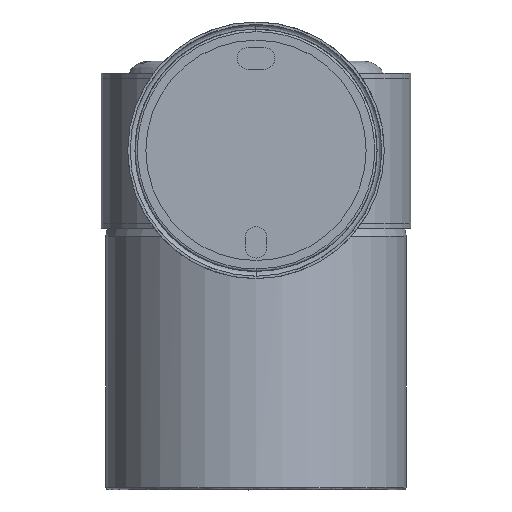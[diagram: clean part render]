
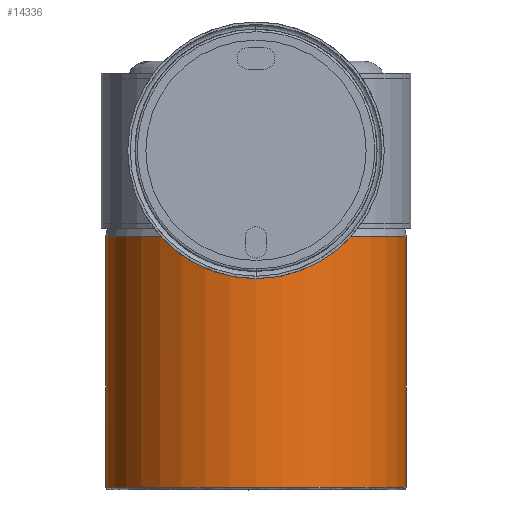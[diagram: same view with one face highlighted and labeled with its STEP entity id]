
A CAD part, top view. The second image highlights one B-rep face of the part: STEP entity #14336.
In plain terms, the highlighted cylindrical face has radius 31 mm (diameter 62 mm), a partial arc.
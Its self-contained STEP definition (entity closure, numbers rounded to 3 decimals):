
#312 = FACE_OUTER_BOUND ( 'NONE', #6626, .T. ) ;
#1947 = CARTESIAN_POINT ( 'NONE',  ( -0.5, 0., 31. ) ) ;
#2447 = CIRCLE ( 'NONE', #12990, 31. ) ;
#2629 = DIRECTION ( 'NONE',  ( 1., 0., 0. ) ) ;
#3553 = CARTESIAN_POINT ( 'NONE',  ( 0., 0., 31. ) ) ;
#3722 = CIRCLE ( 'NONE', #4025, 31. ) ;
#3913 = DIRECTION ( 'NONE',  ( 0., 0., -1. ) ) ;
#4025 = AXIS2_PLACEMENT_3D ( 'NONE', #18067, #6639, #9029 ) ;
#5036 = DIRECTION ( 'NONE',  ( 1., 0., 0. ) ) ;
#5075 = EDGE_CURVE ( 'NONE', #11125, #7262, #3722, .T. ) ;
#5128 = CARTESIAN_POINT ( 'NONE',  ( -52.301, 0., 0. ) ) ;
#5157 = LINE ( 'NONE', #8545, #9896 ) ;
#5646 = CARTESIAN_POINT ( 'NONE',  ( -52.301, 0., -31. ) ) ;
#6010 = EDGE_CURVE ( 'NONE', #7262, #8681, #2447, .T. ) ;
#6626 = EDGE_LOOP ( 'NONE', ( #17200, #18471, #15292, #17717, #16137 ) ) ;
#6639 = DIRECTION ( 'NONE',  ( -1., 0., 0. ) ) ;
#7130 = CARTESIAN_POINT ( 'NONE',  ( -0.5, 0., 0. ) ) ;
#7262 = VERTEX_POINT ( 'NONE', #14788 ) ;
#7508 = DIRECTION ( 'NONE',  ( 0., 0., -1. ) ) ;
#8545 = CARTESIAN_POINT ( 'NONE',  ( 0., 0., -31. ) ) ;
#8681 = VERTEX_POINT ( 'NONE', #11426 ) ;
#9029 = DIRECTION ( 'NONE',  ( 0., 0., -1. ) ) ;
#9896 = VECTOR ( 'NONE', #12541, 1000. ) ;
#10065 = EDGE_CURVE ( 'NONE', #13343, #12206, #16815, .T. ) ;
#10415 = DIRECTION ( 'NONE',  ( 1., 0., 0. ) ) ;
#11114 = VECTOR ( 'NONE', #2629, 1000. ) ;
#11125 = VERTEX_POINT ( 'NONE', #1947 ) ;
#11401 = DIRECTION ( 'NONE',  ( -1., 0., 0. ) ) ;
#11426 = CARTESIAN_POINT ( 'NONE',  ( -0.5, 0., -31. ) ) ;
#11747 = AXIS2_PLACEMENT_3D ( 'NONE', #16240, #10415, #7508 ) ;
#12206 = VERTEX_POINT ( 'NONE', #16241 ) ;
#12541 = DIRECTION ( 'NONE',  ( 1., 0., 0. ) ) ;
#12572 = LINE ( 'NONE', #3553, #11114 ) ;
#12990 = AXIS2_PLACEMENT_3D ( 'NONE', #7130, #11401, #3913 ) ;
#13343 = VERTEX_POINT ( 'NONE', #5646 ) ;
#13544 = EDGE_CURVE ( 'NONE', #13343, #8681, #5157, .T. ) ;
#14336 = ADVANCED_FACE ( 'NONE', ( #312 ), #14784, .T. ) ;
#14784 = CYLINDRICAL_SURFACE ( 'NONE', #11747, 31. ) ;
#14788 = CARTESIAN_POINT ( 'NONE',  ( -0.5, 0.192, 30.999 ) ) ;
#15292 = ORIENTED_EDGE ( 'NONE', *, *, #5075, .T. ) ;
#16137 = ORIENTED_EDGE ( 'NONE', *, *, #13544, .F. ) ;
#16240 = CARTESIAN_POINT ( 'NONE',  ( 0., 0., 0. ) ) ;
#16241 = CARTESIAN_POINT ( 'NONE',  ( -52.301, 0., 31. ) ) ;
#16815 = CIRCLE ( 'NONE', #18383, 31. ) ;
#16828 = EDGE_CURVE ( 'NONE', #12206, #11125, #12572, .T. ) ;
#16982 = DIRECTION ( 'NONE',  ( 0., 0., -1. ) ) ;
#17200 = ORIENTED_EDGE ( 'NONE', *, *, #10065, .T. ) ;
#17717 = ORIENTED_EDGE ( 'NONE', *, *, #6010, .T. ) ;
#18067 = CARTESIAN_POINT ( 'NONE',  ( -0.5, 0., 0. ) ) ;
#18383 = AXIS2_PLACEMENT_3D ( 'NONE', #5128, #5036, #16982 ) ;
#18471 = ORIENTED_EDGE ( 'NONE', *, *, #16828, .T. ) ;
